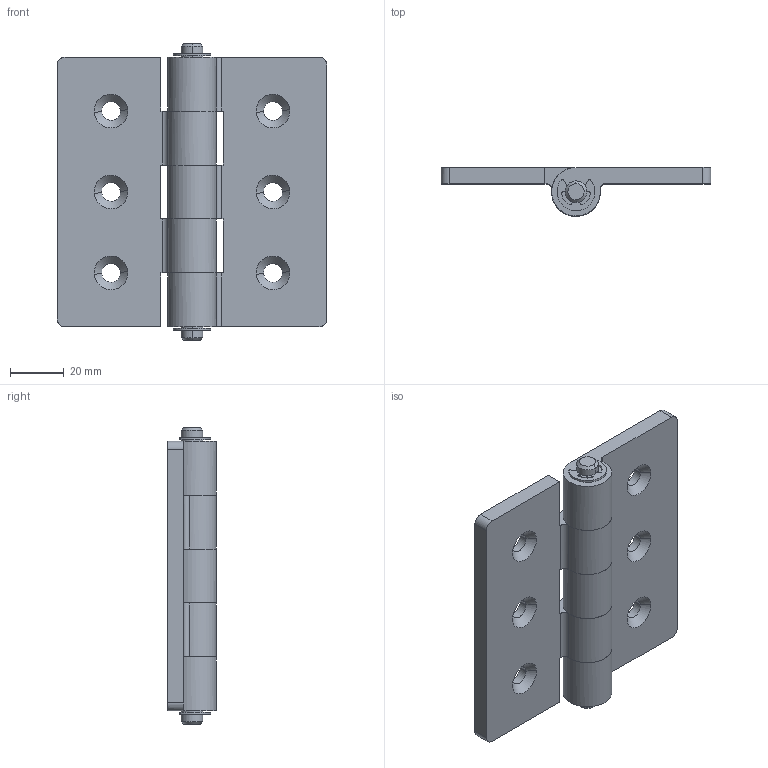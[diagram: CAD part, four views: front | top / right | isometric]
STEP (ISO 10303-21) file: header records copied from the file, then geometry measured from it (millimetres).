
FILE_DESCRIPTION((''),'2;1');
FILE_NAME('','2008-05-01T21:42:01',(''),(''),'','CADfix','');
FILE_SCHEMA(('AUTOMOTIVE_DESIGN { 1 0 10303 214 1 1 1 1 }'));
Length unit declared in the file: millimetre
Bounding box: 100 x 17.99 x 110 mm (x, y, z)
Volume: 73439.7 mm3; surface area: 32287.7 mm2
Topology: 5 solids, 5 shells, 131 faces, 415 edges, 298 vertices
Faces by surface type: bspline 131
Entity records: 5408 total; most frequent: CARTESIAN_POINT 3070, ORIENTED_EDGE 830, EDGE_CURVE 415, VERTEX_POINT 298, QUASI_UNIFORM_CURVE 179, EDGE_LOOP 157, FACE_OUTER_BOUND 131, ADVANCED_FACE 131
